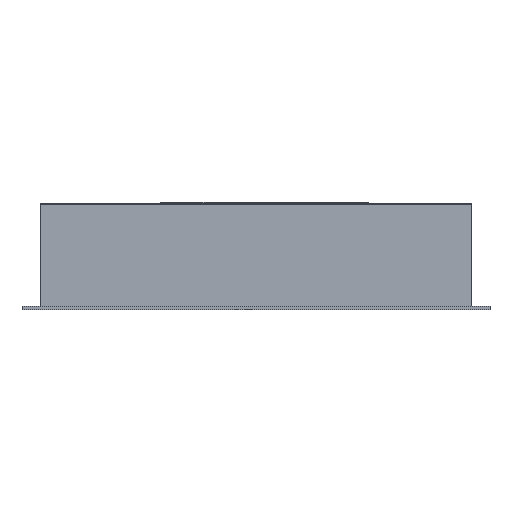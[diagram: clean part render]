
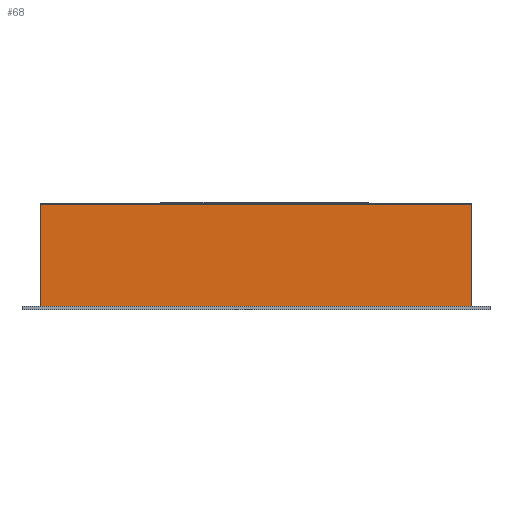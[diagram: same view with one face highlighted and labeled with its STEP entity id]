
A CAD part, left-side view. The second image highlights one B-rep face of the part: STEP entity #68.
In plain terms, the highlighted planar face has unit normal (-1, 0, 0).
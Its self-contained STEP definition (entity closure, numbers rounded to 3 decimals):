
#40 = EDGE_CURVE ( 'NONE', #42, #55, #649, .T. ) ;
#41 = VERTEX_POINT ( 'NONE', #648 ) ;
#42 = VERTEX_POINT ( 'NONE', #651 ) ;
#46 = ORIENTED_EDGE ( 'NONE', *, *, #40, .T. ) ;
#55 = VERTEX_POINT ( 'NONE', #667 ) ;
#59 = ORIENTED_EDGE ( 'NONE', *, *, #62, .F. ) ;
#62 = EDGE_CURVE ( 'NONE', #42, #81, #803, .T. ) ;
#64 = EDGE_CURVE ( 'NONE', #55, #41, #796, .T. ) ;
#66 = ORIENTED_EDGE ( 'NONE', *, *, #75, .F. ) ;
#67 = EDGE_LOOP ( 'NONE', ( #71, #66, #59, #46 ) ) ;
#68 = ADVANCED_FACE ( 'NONE', ( #797 ), #664, .F. ) ;
#71 = ORIENTED_EDGE ( 'NONE', *, *, #64, .T. ) ;
#75 = EDGE_CURVE ( 'NONE', #81, #41, #770, .T. ) ;
#81 = VERTEX_POINT ( 'NONE', #749 ) ;
#643 = DIRECTION ( 'NONE',  ( 0., -1., 0. ) ) ;
#644 = VECTOR ( 'NONE', #643, 1000. ) ;
#645 = CARTESIAN_POINT ( 'NONE',  ( -2.502, 1.245, 0. ) ) ;
#648 = CARTESIAN_POINT ( 'NONE',  ( -2.502, -1.245, 0.61 ) ) ;
#649 = LINE ( 'NONE', #645, #644 ) ;
#651 = CARTESIAN_POINT ( 'NONE',  ( -2.502, 1.245, 0. ) ) ;
#664 = PLANE ( 'NONE',  #801 ) ;
#667 = CARTESIAN_POINT ( 'NONE',  ( -2.502, -1.245, 0. ) ) ;
#749 = CARTESIAN_POINT ( 'NONE',  ( -2.502, 1.245, 0.61 ) ) ;
#767 = DIRECTION ( 'NONE',  ( 0., -1., 0. ) ) ;
#768 = VECTOR ( 'NONE', #767, 1000. ) ;
#770 = LINE ( 'NONE', #783, #768 ) ;
#780 = DIRECTION ( 'NONE',  ( 0., 0., -1. ) ) ;
#781 = DIRECTION ( 'NONE',  ( 1., 0., 0. ) ) ;
#782 = CARTESIAN_POINT ( 'NONE',  ( -2.502, 1.245, 0.61 ) ) ;
#783 = CARTESIAN_POINT ( 'NONE',  ( -2.502, 1.245, 0.61 ) ) ;
#793 = DIRECTION ( 'NONE',  ( 0., 0., 1. ) ) ;
#794 = VECTOR ( 'NONE', #793, 1000. ) ;
#795 = CARTESIAN_POINT ( 'NONE',  ( -2.502, -1.245, 0.61 ) ) ;
#796 = LINE ( 'NONE', #795, #794 ) ;
#797 = FACE_OUTER_BOUND ( 'NONE', #67, .T. ) ;
#798 = DIRECTION ( 'NONE',  ( 0., 0., 1. ) ) ;
#799 = VECTOR ( 'NONE', #798, 1000. ) ;
#801 = AXIS2_PLACEMENT_3D ( 'NONE', #782, #781, #780 ) ;
#802 = CARTESIAN_POINT ( 'NONE',  ( -2.502, 1.245, 0.61 ) ) ;
#803 = LINE ( 'NONE', #802, #799 ) ;
